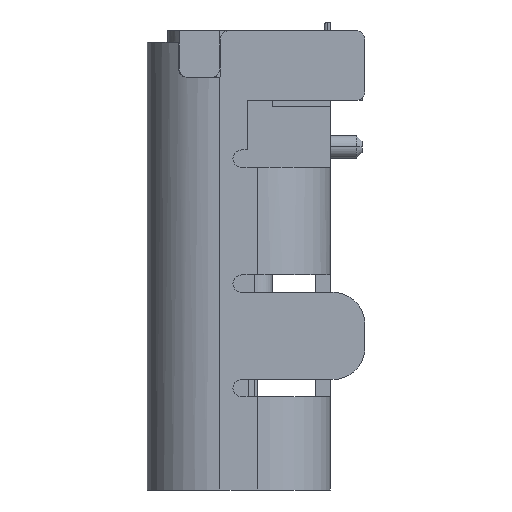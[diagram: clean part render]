
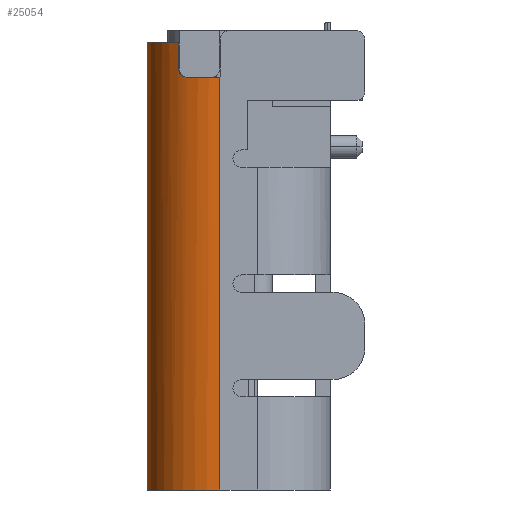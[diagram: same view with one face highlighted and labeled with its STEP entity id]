
A CAD part, left-side view. The second image highlights one B-rep face of the part: STEP entity #25054.
In plain terms, the highlighted cylindrical face has radius 1.25 mm (diameter 2.5 mm), a partial arc.
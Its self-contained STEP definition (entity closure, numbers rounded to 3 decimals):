
#37 = CARTESIAN_POINT ( 'NONE',  ( -4.313, 2.46, 0.75 ) ) ;
#402 = CARTESIAN_POINT ( 'NONE',  ( -3.195, 3.15, 1.35 ) ) ;
#418 = DIRECTION ( 'NONE',  ( 0., 0., -1. ) ) ;
#422 = AXIS2_PLACEMENT_3D ( 'NONE', #23188, #18311, #22859 ) ;
#609 = VERTEX_POINT ( 'NONE', #18504 ) ;
#2082 = CARTESIAN_POINT ( 'NONE',  ( -4.224, 2.61, 0.9 ) ) ;
#2538 = EDGE_CURVE ( 'NONE', #6830, #16566, #24532, .T. ) ;
#2690 = ORIENTED_EDGE ( 'NONE', *, *, #26104, .F. ) ;
#3813 = VERTEX_POINT ( 'NONE', #29158 ) ;
#4003 = VERTEX_POINT ( 'NONE', #20136 ) ;
#4544 = DIRECTION ( 'NONE',  ( 0., 0., -1. ) ) ;
#4552 = DIRECTION ( 'NONE',  ( 0., 1., 0. ) ) ;
#4596 = CARTESIAN_POINT ( 'NONE',  ( -4.261, 2.553, 0.781 ) ) ;
#4742 = CARTESIAN_POINT ( 'NONE',  ( -4.228, 2.605, 0.857 ) ) ;
#5710 = CARTESIAN_POINT ( 'NONE',  ( -3.195, 1.9, -6.35 ) ) ;
#6830 = VERTEX_POINT ( 'NONE', #24802 ) ;
#7907 = DIRECTION ( 'NONE',  ( 0., 0., 1. ) ) ;
#7993 = EDGE_CURVE ( 'NONE', #18431, #4003, #27535, .T. ) ;
#8132 = LINE ( 'NONE', #12841, #10826 ) ;
#8964 = ORIENTED_EDGE ( 'NONE', *, *, #23168, .T. ) ;
#9165 = EDGE_LOOP ( 'NONE', ( #29080, #15931, #8964, #21144, #28353, #2690, #13514 ) ) ;
#9261 = CARTESIAN_POINT ( 'NONE',  ( -4.278, 2.525, 0.763 ) ) ;
#9429 = CARTESIAN_POINT ( 'NONE',  ( -4.313, 2.46, 0.75 ) ) ;
#9859 = EDGE_CURVE ( 'NONE', #18431, #16566, #11908, .T. ) ;
#10826 = VECTOR ( 'NONE', #22430, 1000. ) ;
#11557 = DIRECTION ( 'NONE',  ( 0., 0., 1. ) ) ;
#11652 = CARTESIAN_POINT ( 'NONE',  ( -4.295, 2.494, 0.753 ) ) ;
#11753 = CYLINDRICAL_SURFACE ( 'NONE', #21364, 1.25 ) ;
#11908 = B_SPLINE_CURVE_WITH_KNOTS ( 'NONE', 3,
 ( #2082, #28529, #16541, #4742, #14150, #24235, #4596, #9261, #11652, #21531, #9429 ),
 .UNSPECIFIED., .F., .F.,
 ( 4, 1, 1, 1, 1, 1, 1, 1, 4 ),
 ( -1., -0.934, -0.838, -0.711, -0.579, -0.44, -0.296, -0.149, 0. ),
 .UNSPECIFIED. ) ;
#12263 = AXIS2_PLACEMENT_3D ( 'NONE', #12645, #418, #26693 ) ;
#12645 = CARTESIAN_POINT ( 'NONE',  ( -3.195, 1.9, 1.35 ) ) ;
#12841 = CARTESIAN_POINT ( 'NONE',  ( -3.195, 3.15, 1.35 ) ) ;
#13514 = ORIENTED_EDGE ( 'NONE', *, *, #2538, .T. ) ;
#13765 = CIRCLE ( 'NONE', #12263, 1.25 ) ;
#14150 = CARTESIAN_POINT ( 'NONE',  ( -4.235, 2.594, 0.829 ) ) ;
#15299 = AXIS2_PLACEMENT_3D ( 'NONE', #5710, #7907, #29655 ) ;
#15530 = CARTESIAN_POINT ( 'NONE',  ( -4.224, 2.61, 1.35 ) ) ;
#15931 = ORIENTED_EDGE ( 'NONE', *, *, #7993, .T. ) ;
#16233 = EDGE_CURVE ( 'NONE', #3813, #609, #20827, .T. ) ;
#16541 = CARTESIAN_POINT ( 'NONE',  ( -4.224, 2.609, 0.881 ) ) ;
#16565 = EDGE_CURVE ( 'NONE', #18257, #3813, #8132, .T. ) ;
#16566 = VERTEX_POINT ( 'NONE', #37 ) ;
#16646 = LINE ( 'NONE', #20715, #19268 ) ;
#17151 = CARTESIAN_POINT ( 'NONE',  ( -4.224, 2.61, 0.9 ) ) ;
#18257 = VERTEX_POINT ( 'NONE', #402 ) ;
#18311 = DIRECTION ( 'NONE',  ( 0., 0., -1. ) ) ;
#18431 = VERTEX_POINT ( 'NONE', #17151 ) ;
#18504 = CARTESIAN_POINT ( 'NONE',  ( -4.445, 1.9, -6.35 ) ) ;
#18695 = DIRECTION ( 'NONE',  ( 0., 0., -1. ) ) ;
#19268 = VECTOR ( 'NONE', #4544, 1000. ) ;
#20136 = CARTESIAN_POINT ( 'NONE',  ( -4.224, 2.61, 1.35 ) ) ;
#20715 = CARTESIAN_POINT ( 'NONE',  ( -4.445, 1.9, 0.75 ) ) ;
#20827 = CIRCLE ( 'NONE', #15299, 1.25 ) ;
#21144 = ORIENTED_EDGE ( 'NONE', *, *, #16565, .T. ) ;
#21364 = AXIS2_PLACEMENT_3D ( 'NONE', #26408, #18695, #4552 ) ;
#21531 = CARTESIAN_POINT ( 'NONE',  ( -4.307, 2.471, 0.75 ) ) ;
#22430 = DIRECTION ( 'NONE',  ( 0., 0., -1. ) ) ;
#22859 = DIRECTION ( 'NONE',  ( -1., 0., 0. ) ) ;
#23168 = EDGE_CURVE ( 'NONE', #4003, #18257, #13765, .T. ) ;
#23188 = CARTESIAN_POINT ( 'NONE',  ( -3.195, 1.9, 0.75 ) ) ;
#23421 = VECTOR ( 'NONE', #11557, 1000. ) ;
#24044 = FACE_OUTER_BOUND ( 'NONE', #9165, .T. ) ;
#24235 = CARTESIAN_POINT ( 'NONE',  ( -4.247, 2.576, 0.803 ) ) ;
#24532 = CIRCLE ( 'NONE', #422, 1.25 ) ;
#24802 = CARTESIAN_POINT ( 'NONE',  ( -4.445, 1.9, 0.75 ) ) ;
#25054 = ADVANCED_FACE ( 'NONE', ( #24044 ), #11753, .T. ) ;
#26104 = EDGE_CURVE ( 'NONE', #6830, #609, #16646, .T. ) ;
#26408 = CARTESIAN_POINT ( 'NONE',  ( -3.195, 1.9, 1.35 ) ) ;
#26693 = DIRECTION ( 'NONE',  ( -0.823, 0.568, 0. ) ) ;
#27535 = LINE ( 'NONE', #15530, #23421 ) ;
#28353 = ORIENTED_EDGE ( 'NONE', *, *, #16233, .T. ) ;
#28529 = CARTESIAN_POINT ( 'NONE',  ( -4.224, 2.61, 0.894 ) ) ;
#29080 = ORIENTED_EDGE ( 'NONE', *, *, #9859, .F. ) ;
#29158 = CARTESIAN_POINT ( 'NONE',  ( -3.195, 3.15, -6.35 ) ) ;
#29655 = DIRECTION ( 'NONE',  ( 0., 1., 0. ) ) ;
